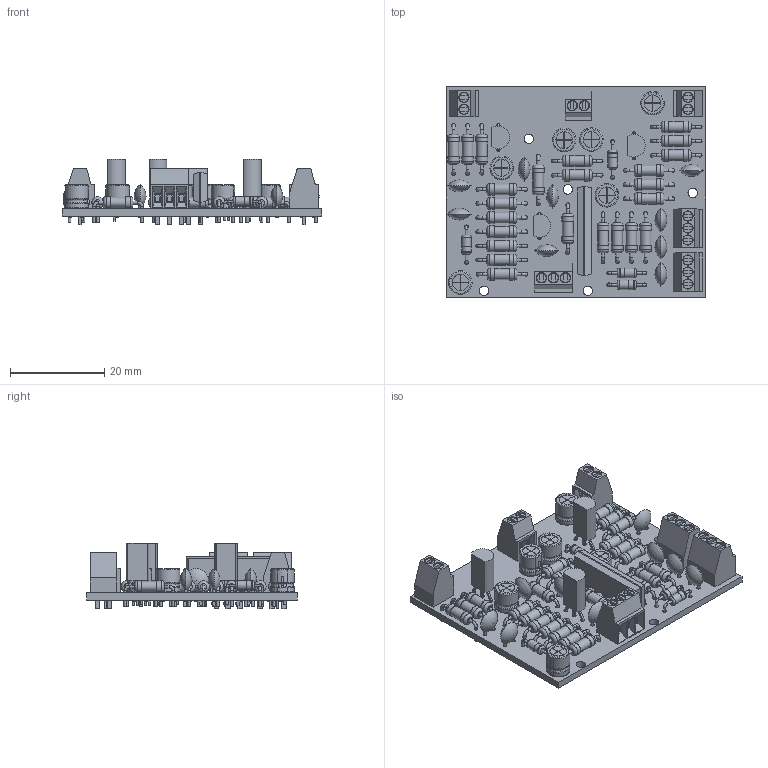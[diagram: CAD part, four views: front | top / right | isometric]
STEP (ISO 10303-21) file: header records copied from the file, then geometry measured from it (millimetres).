
FILE_DESCRIPTION(('KiCad electronic assembly'),'2;1');
FILE_NAME('Distortion-v2.step','2025-06-05T23:27:26',('Pcbnew'),('Kicad' ),'Open CASCADE STEP processor 7.8','KiCad to STEP converter', 'Unknown');
FILE_SCHEMA(('AUTOMOTIVE_DESIGN { 1 0 10303 214 1 1 1 1 }'));
Length unit declared in the file: millimetre
Products named in the file (10): Distortion-v2 1; TerminalBlock_Phoenix_MPT-0,5-2-2.54_1x02_P2.54mm_Horizontal; R_Axial_DIN0207_L6.3mm_D2.5mm_P10.16mm_Horizontal; D_DO-35_SOD27_P7.62mm_Horizontal; C_Disc_D5.0mm_W2.5mm_P2.50mm; CP_Radial_D5.0mm_P2.50mm; TO-92L_Inline_Wide; TerminalBlock_Phoenix_MPT-0,5-3-2.54_1x03_P2.54mm_Horizontal; SIP-8_19x3mm_P2.54mm; Distortion-v2_PCB
Assembly tree (54 placements, depth 2):
  Distortion-v2 1
    TerminalBlock_Phoenix_MPT-0,5-2-2.54_1x02_P2.54mm_Horizontal  x3
    R_Axial_DIN0207_L6.3mm_D2.5mm_P10.16mm_Horizontal  x24
    D_DO-35_SOD27_P7.62mm_Horizontal  x4
    C_Disc_D5.0mm_W2.5mm_P2.50mm  x9
    CP_Radial_D5.0mm_P2.50mm  x6
    TO-92L_Inline_Wide  x3
    TerminalBlock_Phoenix_MPT-0,5-3-2.54_1x03_P2.54mm_Horizontal  x3
    SIP-8_19x3mm_P2.54mm
    Distortion-v2_PCB
Bounding box: 55 x 44.6 x 14 mm (x, y, z)
Volume: 7423.1 mm3; surface area: 13496.5 mm2
Topology: 58 solids, 64 shells, 1739 faces, 3877 edges, 2457 vertices
Faces by surface type: plane 996, cylinder 475, torus 124, bspline 96, revolution 30, sphere 18
Full cylindrical faces by diameter (mm): 0.5 x42, 0.6 x96, 0.8 x95, 0.85 x8, 1 x1, 1.1 x45, 2 x28, 2.02 x4, 2.2 x15, 2.25 x24, 2.5 x48
Entity records: 21454 total; most frequent: CARTESIAN_POINT 3897, DIRECTION 2982, ORIENTED_EDGE 2800, EDGE_CURVE 1400, AXIS2_PLACEMENT_3D 1043, VERTEX_POINT 910, LINE 891, VECTOR 891
